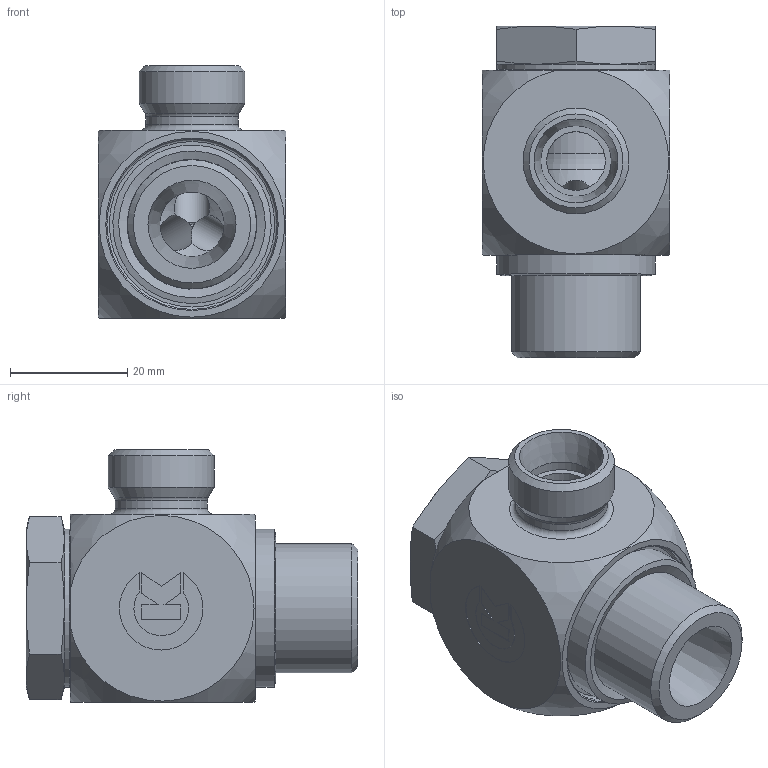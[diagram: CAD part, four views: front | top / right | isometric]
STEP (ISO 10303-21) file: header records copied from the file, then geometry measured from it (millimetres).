
FILE_DESCRIPTION((''),'2;1');
FILE_NAME('80741122218.stp','2014-09-06T17:37:10',(''),('KNOMI spol. s r. o.'),'Autodesk Inventor 2012','Autodesk Inventor 2012','');
FILE_SCHEMA(('AUTOMOTIVE_DESIGN { 1 2 10303 214 0 1 1 1 }'));
Length unit declared in the file: millimetre
Products named in the file (5): SPBM2 12LM22 M22x1.5/M18x1.5 "B"; 7471 2 2218; 7092 35 1222; 6018000200; 807622
Assembly tree (4 placements, depth 2):
  SPBM2 12LM22 M22x1.5/M18x1.5 "B"
    7471 2 2218
    7092 35 1222
    6018000200
    807622
Bounding box: 32 x 56.5 x 43 mm (x, y, z)
Volume: 36313.4 mm3; surface area: 15804.7 mm2
Topology: 4 solids, 4 shells, 135 faces, 325 edges, 203 vertices
Faces by surface type: plane 65, cone 34, cylinder 24, torus 11, sphere 1
Full cylindrical faces by diameter (mm): 6 x3, 10 x1, 11 x1, 12 x1, 15 x1, 15.7 x1, 18 x1, 22 x1, 22.1 x1, 22.96 x3, 23 x1, 27 x2, 29 x1
Entity records: 4064 total; most frequent: CARTESIAN_POINT 898, DIRECTION 603, ORIENTED_EDGE 528, EDGE_CURVE 264, AXIS2_PLACEMENT_3D 235, EDGE_LOOP 202, VERTEX_POINT 190, STYLED_ITEM 139
